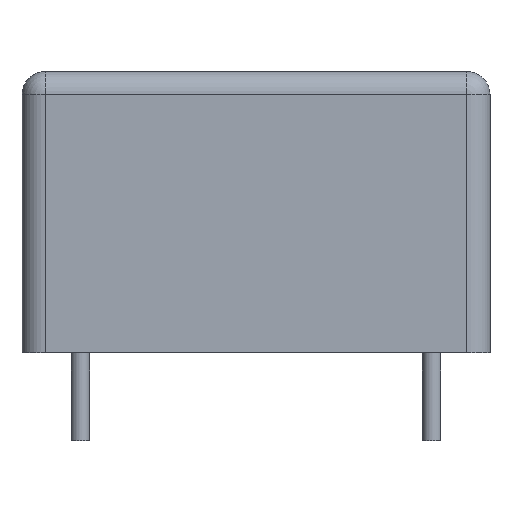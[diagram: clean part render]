
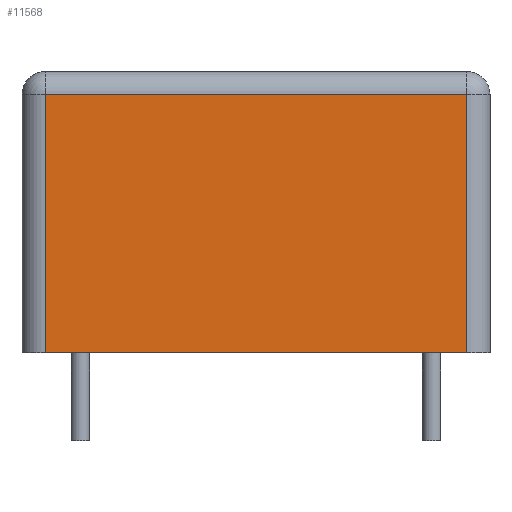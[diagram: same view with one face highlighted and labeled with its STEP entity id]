
A CAD part, front view. The second image highlights one B-rep face of the part: STEP entity #11568.
In plain terms, the highlighted planar face has unit normal (0, -1, 0).
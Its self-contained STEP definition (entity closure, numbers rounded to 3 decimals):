
#725 = VECTOR ( 'NONE', #19329, 1000. ) ;
#1012 = DIRECTION ( 'NONE',  ( 0., -1., 0. ) ) ;
#1839 = EDGE_CURVE ( 'NONE', #4170, #13347, #12279, .T. ) ;
#2330 = VERTEX_POINT ( 'NONE', #20573 ) ;
#3281 = LINE ( 'NONE', #17688, #725 ) ;
#3399 = EDGE_CURVE ( 'NONE', #16848, #4170, #9343, .T. ) ;
#4170 = VERTEX_POINT ( 'NONE', #4717 ) ;
#4717 = CARTESIAN_POINT ( 'NONE',  ( 9.15, -15.9, -1. ) ) ;
#4850 = ORIENTED_EDGE ( 'NONE', *, *, #11445, .T. ) ;
#5808 = CARTESIAN_POINT ( 'NONE',  ( 9.15, -15.9, -12.2 ) ) ;
#7128 = CARTESIAN_POINT ( 'NONE',  ( -10.15, -15.9, -12.2 ) ) ;
#7232 = CARTESIAN_POINT ( 'NONE',  ( -9.15, -15.9, -1. ) ) ;
#7715 = CARTESIAN_POINT ( 'NONE',  ( -10.15, -15.9, -12.2 ) ) ;
#8205 = ORIENTED_EDGE ( 'NONE', *, *, #3399, .T. ) ;
#8544 = LINE ( 'NONE', #7128, #9608 ) ;
#9343 = LINE ( 'NONE', #20886, #12414 ) ;
#9608 = VECTOR ( 'NONE', #10572, 1000. ) ;
#9998 = VECTOR ( 'NONE', #14894, 1000. ) ;
#10572 = DIRECTION ( 'NONE',  ( 1., 0., 0. ) ) ;
#11445 = EDGE_CURVE ( 'NONE', #2330, #16848, #8544, .T. ) ;
#11568 = ADVANCED_FACE ( 'NONE', ( #15249 ), #17553, .T. ) ;
#12279 = LINE ( 'NONE', #13016, #9998 ) ;
#12414 = VECTOR ( 'NONE', #19466, 1000. ) ;
#13016 = CARTESIAN_POINT ( 'NONE',  ( -10.15, -15.9, -1. ) ) ;
#13338 = ORIENTED_EDGE ( 'NONE', *, *, #20744, .T. ) ;
#13347 = VERTEX_POINT ( 'NONE', #7232 ) ;
#14894 = DIRECTION ( 'NONE',  ( -1., 0., 0. ) ) ;
#15249 = FACE_OUTER_BOUND ( 'NONE', #15923, .T. ) ;
#15923 = EDGE_LOOP ( 'NONE', ( #17365, #13338, #4850, #8205 ) ) ;
#16848 = VERTEX_POINT ( 'NONE', #5808 ) ;
#17365 = ORIENTED_EDGE ( 'NONE', *, *, #1839, .T. ) ;
#17553 = PLANE ( 'NONE',  #20959 ) ;
#17688 = CARTESIAN_POINT ( 'NONE',  ( -9.15, -15.9, -12.2 ) ) ;
#19194 = DIRECTION ( 'NONE',  ( 0., 0., -1. ) ) ;
#19329 = DIRECTION ( 'NONE',  ( 0., 0., -1. ) ) ;
#19466 = DIRECTION ( 'NONE',  ( 0., 0., 1. ) ) ;
#20573 = CARTESIAN_POINT ( 'NONE',  ( -9.15, -15.9, -12.2 ) ) ;
#20744 = EDGE_CURVE ( 'NONE', #13347, #2330, #3281, .T. ) ;
#20886 = CARTESIAN_POINT ( 'NONE',  ( 9.15, -15.9, -12.2 ) ) ;
#20959 = AXIS2_PLACEMENT_3D ( 'NONE', #7715, #1012, #19194 ) ;
